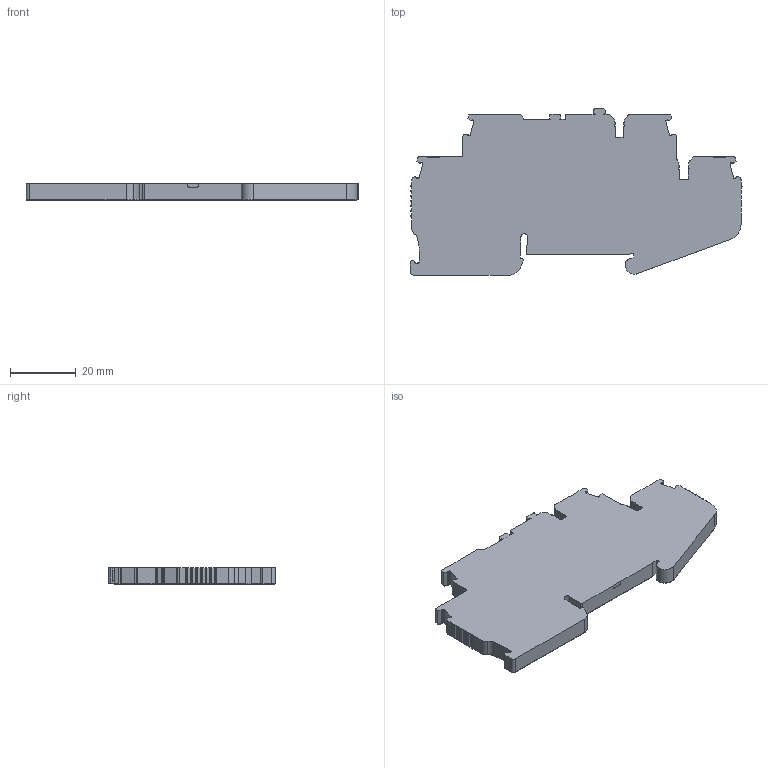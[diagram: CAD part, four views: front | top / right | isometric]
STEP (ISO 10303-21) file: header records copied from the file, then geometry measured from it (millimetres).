
FILE_DESCRIPTION (( 'STEP AP203' ), '1' );
FILE_NAME ('KN-PD25DIS-25.step', '2025-04-29T14:23:42', ( '' ), ( '' ), 'SwSTEP 2.0', 'SolidWorks 2024', '' );
FILE_SCHEMA (( 'CONFIG_CONTROL_DESIGN' ));
Length unit declared in the file: millimetre
Products named in the file (1): KN-PD25DIS-25
Bounding box: 101.34 x 50.69 x 5.15 mm (x, y, z)
Volume: 20142.7 mm3; surface area: 9817.6 mm2
Topology: 1 solids, 1 shells, 883 faces, 2607 edges, 1735 vertices
Faces by surface type: plane 454, cylinder 386, bspline 35, torus 8
Entity records: 30239 total; most frequent: CARTESIAN_POINT 6244, ORIENTED_EDGE 5214, DIRECTION 4944, EDGE_CURVE 2607, VERTEX_POINT 1735, LINE 1682, VECTOR 1682, AXIS2_PLACEMENT_3D 1631
